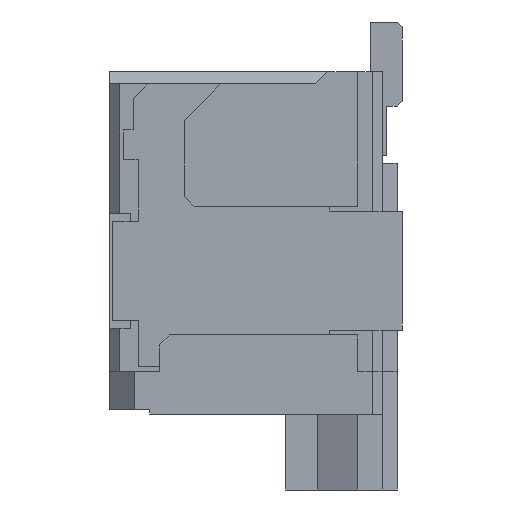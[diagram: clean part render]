
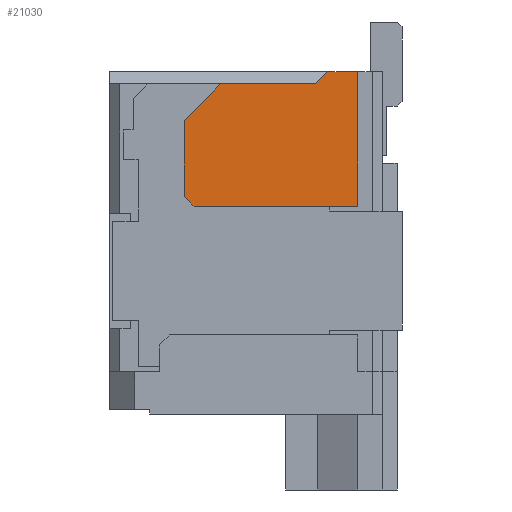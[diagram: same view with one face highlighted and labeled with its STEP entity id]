
A CAD part, left-side view. The second image highlights one B-rep face of the part: STEP entity #21030.
In plain terms, the highlighted planar face has unit normal (-1, 0, 0).
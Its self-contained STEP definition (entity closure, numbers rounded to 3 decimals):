
#128 = PLANE('',#129);
#129 = AXIS2_PLACEMENT_3D('',#130,#131,#132);
#130 = CARTESIAN_POINT('',(0.,-3.,6.7));
#131 = DIRECTION('',(0.,0.,-1.));
#132 = DIRECTION('',(0.,-1.,0.));
#444 = EDGE_CURVE('',#445,#447,#449,.T.);
#445 = VERTEX_POINT('',#446);
#446 = CARTESIAN_POINT('',(-8.,-2.1,6.7));
#447 = VERTEX_POINT('',#448);
#448 = CARTESIAN_POINT('',(-8.,-1.5,6.7));
#449 = SURFACE_CURVE('',#450,(#454,#461),.PCURVE_S1.);
#450 = LINE('',#451,#452);
#451 = CARTESIAN_POINT('',(-8.,-2.1,6.7)
  );
#452 = VECTOR('',#453,1.);
#453 = DIRECTION('',(0.,1.,0.));
#454 = PCURVE('',#128,#455);
#455 = DEFINITIONAL_REPRESENTATION('',(#456),#460);
#456 = LINE('',#457,#458);
#457 = CARTESIAN_POINT('',(-0.9,8.));
#458 = VECTOR('',#459,1.);
#459 = DIRECTION('',(-1.,-0.));
#460 = ( GEOMETRIC_REPRESENTATION_CONTEXT(2) 
PARAMETRIC_REPRESENTATION_CONTEXT() REPRESENTATION_CONTEXT('2D SPACE',''
  ) );
#461 = PCURVE('',#462,#467);
#462 = PLANE('',#463);
#463 = AXIS2_PLACEMENT_3D('',#464,#465,#466);
#464 = CARTESIAN_POINT('',(-8.,-2.9,6.7));
#465 = DIRECTION('',(-1.,0.,0.));
#466 = DIRECTION('',(0.,0.,1.));
#467 = DEFINITIONAL_REPRESENTATION('',(#468),#472);
#468 = LINE('',#469,#470);
#469 = CARTESIAN_POINT('',(0.,0.8));
#470 = VECTOR('',#471,1.);
#471 = DIRECTION('',(0.,1.));
#472 = ( GEOMETRIC_REPRESENTATION_CONTEXT(2) 
PARAMETRIC_REPRESENTATION_CONTEXT() REPRESENTATION_CONTEXT('2D SPACE',''
  ) );
#490 = PLANE('',#491);
#491 = AXIS2_PLACEMENT_3D('',#492,#493,#494);
#492 = CARTESIAN_POINT('',(-7.1,-2.1,6.7));
#493 = DIRECTION('',(0.,1.,0.));
#494 = DIRECTION('',(1.,0.,-0.));
#1539 = PLANE('',#1540);
#1540 = AXIS2_PLACEMENT_3D('',#1541,#1542,#1543);
#1541 = CARTESIAN_POINT('',(-7.215,-1.375,6.575));
#1542 = DIRECTION('',(0.,0.707,0.707));
#1543 = DIRECTION('',(1.,0.,-0.));
#1579 = VERTEX_POINT('',#1580);
#1580 = CARTESIAN_POINT('',(-8.,-1.25,6.45));
#1594 = PLANE('',#1595);
#1595 = AXIS2_PLACEMENT_3D('',#1596,#1597,#1598);
#1596 = CARTESIAN_POINT('',(-6.43,2.9,6.45));
#1597 = DIRECTION('',(0.,0.,-1.));
#1598 = DIRECTION('',(0.,-1.,0.));
#1606 = EDGE_CURVE('',#447,#1579,#1607,.T.);
#1607 = SURFACE_CURVE('',#1608,(#1612,#1619),.PCURVE_S1.);
#1608 = LINE('',#1609,#1610);
#1609 = CARTESIAN_POINT('',(-8.,-1.5,6.7)
  );
#1610 = VECTOR('',#1611,1.);
#1611 = DIRECTION('',(0.,0.707,-0.707));
#1612 = PCURVE('',#1539,#1613);
#1613 = DEFINITIONAL_REPRESENTATION('',(#1614),#1618);
#1614 = LINE('',#1615,#1616);
#1615 = CARTESIAN_POINT('',(-0.785,-0.177));
#1616 = VECTOR('',#1617,1.);
#1617 = DIRECTION('',(0.,1.));
#1618 = ( GEOMETRIC_REPRESENTATION_CONTEXT(2) 
PARAMETRIC_REPRESENTATION_CONTEXT() REPRESENTATION_CONTEXT('2D SPACE',''
  ) );
#1619 = PCURVE('',#462,#1620);
#1620 = DEFINITIONAL_REPRESENTATION('',(#1621),#1625);
#1621 = LINE('',#1622,#1623);
#1622 = CARTESIAN_POINT('',(0.,1.4));
#1623 = VECTOR('',#1624,1.);
#1624 = DIRECTION('',(-0.707,0.707));
#1625 = ( GEOMETRIC_REPRESENTATION_CONTEXT(2) 
PARAMETRIC_REPRESENTATION_CONTEXT() REPRESENTATION_CONTEXT('2D SPACE',''
  ) );
#3725 = PLANE('',#3726);
#3726 = AXIS2_PLACEMENT_3D('',#3727,#3728,#3729);
#3727 = CARTESIAN_POINT('',(-8.,-2.1,3.98));
#3728 = DIRECTION('',(0.,0.,1.));
#3729 = DIRECTION('',(1.,-0.,0.));
#6260 = EDGE_CURVE('',#445,#6261,#6263,.T.);
#6261 = VERTEX_POINT('',#6262);
#6262 = CARTESIAN_POINT('',(-8.,-2.1,3.98));
#6263 = SURFACE_CURVE('',#6264,(#6268,#6275),.PCURVE_S1.);
#6264 = LINE('',#6265,#6266);
#6265 = CARTESIAN_POINT('',(-8.,-2.1,6.7)
  );
#6266 = VECTOR('',#6267,1.);
#6267 = DIRECTION('',(0.,0.,-1.));
#6268 = PCURVE('',#490,#6269);
#6269 = DEFINITIONAL_REPRESENTATION('',(#6270),#6274);
#6270 = LINE('',#6271,#6272);
#6271 = CARTESIAN_POINT('',(-0.9,0.));
#6272 = VECTOR('',#6273,1.);
#6273 = DIRECTION('',(0.,1.));
#6274 = ( GEOMETRIC_REPRESENTATION_CONTEXT(2) 
PARAMETRIC_REPRESENTATION_CONTEXT() REPRESENTATION_CONTEXT('2D SPACE',''
  ) );
#6275 = PCURVE('',#462,#6276);
#6276 = DEFINITIONAL_REPRESENTATION('',(#6277),#6281);
#6277 = LINE('',#6278,#6279);
#6278 = CARTESIAN_POINT('',(0.,0.8));
#6279 = VECTOR('',#6280,1.);
#6280 = DIRECTION('',(-1.,0.));
#6281 = ( GEOMETRIC_REPRESENTATION_CONTEXT(2) 
PARAMETRIC_REPRESENTATION_CONTEXT() REPRESENTATION_CONTEXT('2D SPACE',''
  ) );
#10145 = EDGE_CURVE('',#10146,#1579,#10148,.T.);
#10146 = VERTEX_POINT('',#10147);
#10147 = CARTESIAN_POINT('',(-8.,0.66,6.45));
#10148 = SURFACE_CURVE('',#10149,(#10153,#10160),.PCURVE_S1.);
#10149 = LINE('',#10150,#10151);
#10150 = CARTESIAN_POINT('',(-8.,0.66,6.45)
  );
#10151 = VECTOR('',#10152,1.);
#10152 = DIRECTION('',(0.,-1.,0.));
#10153 = PCURVE('',#1594,#10154);
#10154 = DEFINITIONAL_REPRESENTATION('',(#10155),#10159);
#10155 = LINE('',#10156,#10157);
#10156 = CARTESIAN_POINT('',(2.24,1.57));
#10157 = VECTOR('',#10158,1.);
#10158 = DIRECTION('',(1.,0.));
#10159 = ( GEOMETRIC_REPRESENTATION_CONTEXT(2) 
PARAMETRIC_REPRESENTATION_CONTEXT() REPRESENTATION_CONTEXT('2D SPACE',''
  ) );
#10160 = PCURVE('',#462,#10161);
#10161 = DEFINITIONAL_REPRESENTATION('',(#10162),#10166);
#10162 = LINE('',#10163,#10164);
#10163 = CARTESIAN_POINT('',(-0.25,3.56));
#10164 = VECTOR('',#10165,1.);
#10165 = DIRECTION('',(0.,-1.));
#10166 = ( GEOMETRIC_REPRESENTATION_CONTEXT(2) 
PARAMETRIC_REPRESENTATION_CONTEXT() REPRESENTATION_CONTEXT('2D SPACE',''
  ) );
#10331 = PLANE('',#10332);
#10332 = AXIS2_PLACEMENT_3D('',#10333,#10334,#10335);
#10333 = CARTESIAN_POINT('',(-8.,1.4,5.71));
#10334 = DIRECTION('',(0.,-0.707,-0.707));
#10335 = DIRECTION('',(0.,-0.707,0.707));
#10884 = EDGE_CURVE('',#6261,#10885,#10887,.T.);
#10885 = VERTEX_POINT('',#10886);
#10886 = CARTESIAN_POINT('',(-8.,1.2,3.98));
#10887 = SURFACE_CURVE('',#10888,(#10892,#10899),.PCURVE_S1.);
#10888 = LINE('',#10889,#10890);
#10889 = CARTESIAN_POINT('',(-8.,-2.1,3.98
    ));
#10890 = VECTOR('',#10891,1.);
#10891 = DIRECTION('',(0.,1.,0.));
#10892 = PCURVE('',#3725,#10893);
#10893 = DEFINITIONAL_REPRESENTATION('',(#10894),#10898);
#10894 = LINE('',#10895,#10896);
#10895 = CARTESIAN_POINT('',(0.,0.));
#10896 = VECTOR('',#10897,1.);
#10897 = DIRECTION('',(0.,1.));
#10898 = ( GEOMETRIC_REPRESENTATION_CONTEXT(2) 
PARAMETRIC_REPRESENTATION_CONTEXT() REPRESENTATION_CONTEXT('2D SPACE',''
  ) );
#10899 = PCURVE('',#462,#10900);
#10900 = DEFINITIONAL_REPRESENTATION('',(#10901),#10905);
#10901 = LINE('',#10902,#10903);
#10902 = CARTESIAN_POINT('',(-2.72,0.8));
#10903 = VECTOR('',#10904,1.);
#10904 = DIRECTION('',(0.,1.));
#10905 = ( GEOMETRIC_REPRESENTATION_CONTEXT(2) 
PARAMETRIC_REPRESENTATION_CONTEXT() REPRESENTATION_CONTEXT('2D SPACE',''
  ) );
#10923 = PLANE('',#10924);
#10924 = AXIS2_PLACEMENT_3D('',#10925,#10926,#10927);
#10925 = CARTESIAN_POINT('',(-8.,1.2,3.98));
#10926 = DIRECTION('',(0.,-0.707,0.707));
#10927 = DIRECTION('',(-1.,0.,0.));
#17231 = PLANE('',#17232);
#17232 = AXIS2_PLACEMENT_3D('',#17233,#17234,#17235);
#17233 = CARTESIAN_POINT('',(-8.,1.4,4.18));
#17234 = DIRECTION('',(0.,-1.,0.));
#17235 = DIRECTION('',(0.,0.,-1.));
#21030 = ADVANCED_FACE('',(#21031),#462,.T.);
#21031 = FACE_BOUND('',#21032,.T.);
#21032 = EDGE_LOOP('',(#21033,#21034,#21057,#21080,#21101,#21102,#21103,
    #21104));
#21033 = ORIENTED_EDGE('',*,*,#10145,.F.);
#21034 = ORIENTED_EDGE('',*,*,#21035,.F.);
#21035 = EDGE_CURVE('',#21036,#10146,#21038,.T.);
#21036 = VERTEX_POINT('',#21037);
#21037 = CARTESIAN_POINT('',(-8.,1.4,5.71));
#21038 = SURFACE_CURVE('',#21039,(#21043,#21050),.PCURVE_S1.);
#21039 = LINE('',#21040,#21041);
#21040 = CARTESIAN_POINT('',(-8.,1.4,5.71)
  );
#21041 = VECTOR('',#21042,1.);
#21042 = DIRECTION('',(0.,-0.707,0.707));
#21043 = PCURVE('',#462,#21044);
#21044 = DEFINITIONAL_REPRESENTATION('',(#21045),#21049);
#21045 = LINE('',#21046,#21047);
#21046 = CARTESIAN_POINT('',(-0.99,4.3));
#21047 = VECTOR('',#21048,1.);
#21048 = DIRECTION('',(0.707,-0.707));
#21049 = ( GEOMETRIC_REPRESENTATION_CONTEXT(2) 
PARAMETRIC_REPRESENTATION_CONTEXT() REPRESENTATION_CONTEXT('2D SPACE',''
  ) );
#21050 = PCURVE('',#10331,#21051);
#21051 = DEFINITIONAL_REPRESENTATION('',(#21052),#21056);
#21052 = LINE('',#21053,#21054);
#21053 = CARTESIAN_POINT('',(0.,0.));
#21054 = VECTOR('',#21055,1.);
#21055 = DIRECTION('',(1.,0.));
#21056 = ( GEOMETRIC_REPRESENTATION_CONTEXT(2) 
PARAMETRIC_REPRESENTATION_CONTEXT() REPRESENTATION_CONTEXT('2D SPACE',''
  ) );
#21057 = ORIENTED_EDGE('',*,*,#21058,.F.);
#21058 = EDGE_CURVE('',#21059,#21036,#21061,.T.);
#21059 = VERTEX_POINT('',#21060);
#21060 = CARTESIAN_POINT('',(-8.,1.4,4.18));
#21061 = SURFACE_CURVE('',#21062,(#21066,#21073),.PCURVE_S1.);
#21062 = LINE('',#21063,#21064);
#21063 = CARTESIAN_POINT('',(-8.,1.4,4.18)
  );
#21064 = VECTOR('',#21065,1.);
#21065 = DIRECTION('',(0.,0.,1.));
#21066 = PCURVE('',#462,#21067);
#21067 = DEFINITIONAL_REPRESENTATION('',(#21068),#21072);
#21068 = LINE('',#21069,#21070);
#21069 = CARTESIAN_POINT('',(-2.52,4.3));
#21070 = VECTOR('',#21071,1.);
#21071 = DIRECTION('',(1.,0.));
#21072 = ( GEOMETRIC_REPRESENTATION_CONTEXT(2) 
PARAMETRIC_REPRESENTATION_CONTEXT() REPRESENTATION_CONTEXT('2D SPACE',''
  ) );
#21073 = PCURVE('',#17231,#21074);
#21074 = DEFINITIONAL_REPRESENTATION('',(#21075),#21079);
#21075 = LINE('',#21076,#21077);
#21076 = CARTESIAN_POINT('',(0.,0.));
#21077 = VECTOR('',#21078,1.);
#21078 = DIRECTION('',(-1.,0.));
#21079 = ( GEOMETRIC_REPRESENTATION_CONTEXT(2) 
PARAMETRIC_REPRESENTATION_CONTEXT() REPRESENTATION_CONTEXT('2D SPACE',''
  ) );
#21080 = ORIENTED_EDGE('',*,*,#21081,.F.);
#21081 = EDGE_CURVE('',#10885,#21059,#21082,.T.);
#21082 = SURFACE_CURVE('',#21083,(#21087,#21094),.PCURVE_S1.);
#21083 = LINE('',#21084,#21085);
#21084 = CARTESIAN_POINT('',(-8.,1.2,3.98)
  );
#21085 = VECTOR('',#21086,1.);
#21086 = DIRECTION('',(0.,0.707,0.707));
#21087 = PCURVE('',#462,#21088);
#21088 = DEFINITIONAL_REPRESENTATION('',(#21089),#21093);
#21089 = LINE('',#21090,#21091);
#21090 = CARTESIAN_POINT('',(-2.72,4.1));
#21091 = VECTOR('',#21092,1.);
#21092 = DIRECTION('',(0.707,0.707));
#21093 = ( GEOMETRIC_REPRESENTATION_CONTEXT(2) 
PARAMETRIC_REPRESENTATION_CONTEXT() REPRESENTATION_CONTEXT('2D SPACE',''
  ) );
#21094 = PCURVE('',#10923,#21095);
#21095 = DEFINITIONAL_REPRESENTATION('',(#21096),#21100);
#21096 = LINE('',#21097,#21098);
#21097 = CARTESIAN_POINT('',(0.,0.));
#21098 = VECTOR('',#21099,1.);
#21099 = DIRECTION('',(0.,-1.));
#21100 = ( GEOMETRIC_REPRESENTATION_CONTEXT(2) 
PARAMETRIC_REPRESENTATION_CONTEXT() REPRESENTATION_CONTEXT('2D SPACE',''
  ) );
#21101 = ORIENTED_EDGE('',*,*,#10884,.F.);
#21102 = ORIENTED_EDGE('',*,*,#6260,.F.);
#21103 = ORIENTED_EDGE('',*,*,#444,.T.);
#21104 = ORIENTED_EDGE('',*,*,#1606,.T.);
